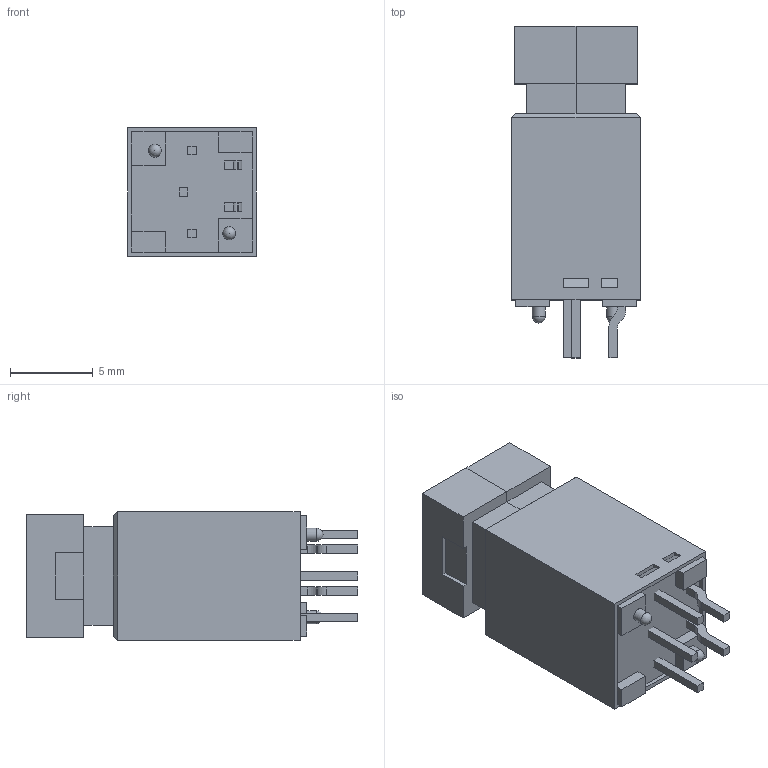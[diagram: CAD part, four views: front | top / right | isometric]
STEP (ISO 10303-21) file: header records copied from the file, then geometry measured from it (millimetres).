
FILE_DESCRIPTION( ( 'STEP AP214' ), '1' );
FILE_NAME( 'HB215SKG03CF-JB.stp', '2021-03-05T11:51:41', ( 'License CC BY-ND 4.0' ), ( 'CADENAS' ), ' ', 'PARTsolutions', ' ' );
FILE_SCHEMA( ( 'AUTOMOTIVE_DESIGN { 1 0 10303 214 1 1 1 1 }' ) );
Length unit declared in the file: inch
Products named in the file (6): HB215SKG03CF-JB; _HB215SKG03CE-JBbody; _HB215SKG03CE-JBtherm; _HB215SKG03CE-JBtherm2; _HB215SKG03CE-JBbutton; _HB215SKG03CF-JBbutton2
Assembly tree (5 placements, depth 2):
  HB215SKG03CF-JB
    _HB215SKG03CE-JBbody
    _HB215SKG03CE-JBtherm
    _HB215SKG03CE-JBtherm2
    _HB215SKG03CE-JBbutton
    _HB215SKG03CF-JBbutton2
Bounding box: 7.8 x 20.09 x 7.8 mm (x, y, z)
Volume: 994.2 mm3; surface area: 1321.3 mm2
Topology: 5 solids, 5 shells, 156 faces, 386 edges, 254 vertices
Faces by surface type: plane 144, cylinder 10, sphere 2
Full cylindrical faces by diameter (mm): 0.787 x2
Entity records: 5814 total; most frequent: CARTESIAN_POINT 788, ORIENTED_EDGE 752, DIRECTION 720, EDGE_CURVE 376, LINE 356, VECTOR 356, VERTEX_POINT 250, AXIS2_PLACEMENT_3D 182
